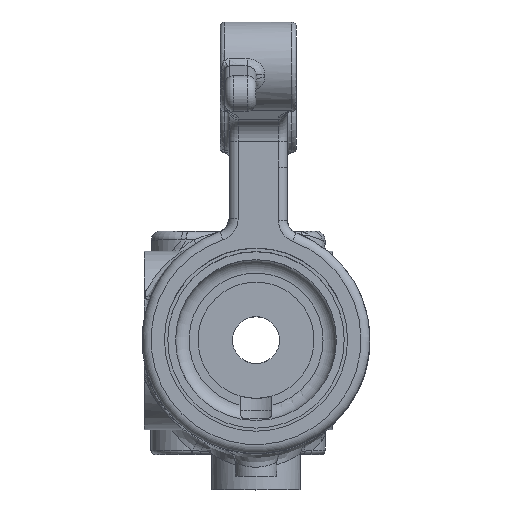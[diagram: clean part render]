
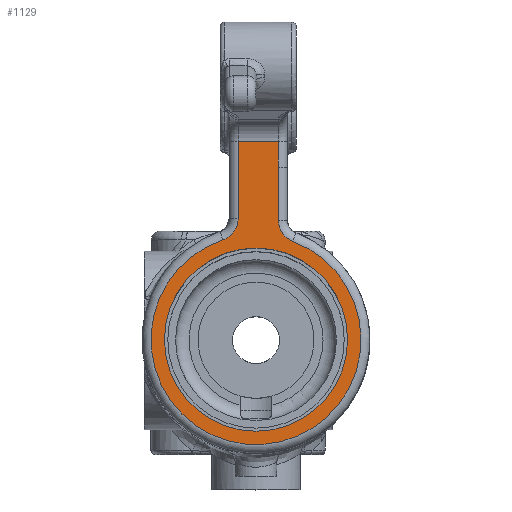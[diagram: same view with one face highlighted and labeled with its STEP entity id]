
A CAD part, top view. The second image highlights one B-rep face of the part: STEP entity #1129.
In plain terms, the highlighted planar face has unit normal (0, 0, 1).
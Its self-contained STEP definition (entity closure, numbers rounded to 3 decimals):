
#1129=ADVANCED_FACE('',(#2407,#2408),#2409,.T.);
#2407=FACE_OUTER_BOUND('',#17628,.T.);
#2408=FACE_BOUND('',#17629,.T.);
#2409=PLANE('',#17630);
#17628=EDGE_LOOP('',(#21534,#21535,#21536,#21537,#21538,#21539,#21540));
#17629=EDGE_LOOP('',(#21541));
#17630=AXIS2_PLACEMENT_3D('',#21542,#21543,#21544);
#21534=ORIENTED_EDGE('',*,*,#23325,.T.);
#21535=ORIENTED_EDGE('',*,*,#23327,.T.);
#21536=ORIENTED_EDGE('',*,*,#22984,.T.);
#21537=ORIENTED_EDGE('',*,*,#23308,.T.);
#21538=ORIENTED_EDGE('',*,*,#23311,.T.);
#21539=ORIENTED_EDGE('',*,*,#23315,.T.);
#21540=ORIENTED_EDGE('',*,*,#23320,.T.);
#21541=ORIENTED_EDGE('',*,*,#23714,.F.);
#21542=CARTESIAN_POINT('',(0.0,0.0,0.0));
#21543=DIRECTION('',(0.0,0.0,1.0));
#21544=DIRECTION('',(1.0,0.0,0.0));
#22984=EDGE_CURVE('',#24697,#24698,#24699,.T.);
#23308=EDGE_CURVE('',#24698,#25149,#25151,.F.);
#23311=EDGE_CURVE('',#25149,#25153,#25155,.F.);
#23315=EDGE_CURVE('',#25153,#25158,#25160,.T.);
#23320=EDGE_CURVE('',#25158,#25164,#25166,.F.);
#23325=EDGE_CURVE('',#25164,#25170,#25172,.T.);
#23327=EDGE_CURVE('',#25170,#24697,#25174,.F.);
#23714=EDGE_CURVE('',#25694,#25694,#25695,.T.);
#24697=VERTEX_POINT('',#28474);
#24698=VERTEX_POINT('',#28475);
#24699=B_SPLINE_CURVE_WITH_KNOTS('',1,(#28476,#28477),.UNSPECIFIED.,.F.,.F.,(2,2),(0.133,0.733),.UNSPECIFIED.);
#25149=VERTEX_POINT('',#29591);
#25151=LINE('',#29593,#29594);
#25153=VERTEX_POINT('',#29596);
#25155=CIRCLE('',#29598,5.0);
#25158=VERTEX_POINT('',#29601);
#25160=CIRCLE('',#29603,23.5);
#25164=VERTEX_POINT('',#29607);
#25166=CIRCLE('',#29609,5.0);
#25170=VERTEX_POINT('',#29613);
#25172=LINE('',#29615,#29616);
#25174=LINE('',#29618,#29619);
#25694=VERTEX_POINT('',#31061);
#25695=CIRCLE('',#31062,20.5);
#28474=CARTESIAN_POINT('',(5.,44.386,0.));
#28475=CARTESIAN_POINT('',(-4.,44.386,0.));
#28476=CARTESIAN_POINT('',(5.,44.386,0.0));
#28477=CARTESIAN_POINT('',(-4.,44.386,0.0));
#29591=CARTESIAN_POINT('',(-4.,27.042,0.0));
#29593=CARTESIAN_POINT('',(-4.,0.0,0.0));
#29594=VECTOR('',#32258,1.0);
#29596=CARTESIAN_POINT('',(-7.421,22.297,0.0));
#29598=AXIS2_PLACEMENT_3D('',#32262,#32263,#32264);
#29601=CARTESIAN_POINT('',(8.246,22.006,0.0));
#29603=AXIS2_PLACEMENT_3D('',#32271,#32272,#32273);
#29607=CARTESIAN_POINT('',(5.,26.688,0.0));
#29609=AXIS2_PLACEMENT_3D('',#32280,#32281,#32282);
#29613=CARTESIAN_POINT('',(5.,38.576,0.0));
#29615=CARTESIAN_POINT('',(5.,0.0,0.0));
#29616=VECTOR('',#32289,1.0);
#29618=CARTESIAN_POINT('',(5.,0.0,0.0));
#29619=VECTOR('',#32290,1.0);
#31061=CARTESIAN_POINT('',(20.5,0.0,0.0));
#31062=AXIS2_PLACEMENT_3D('',#32809,#32810,#32811);
#32258=DIRECTION('',(0.0,1.0,0.0));
#32262=CARTESIAN_POINT('',(-9.,27.042,0.0));
#32263=DIRECTION('',(0.0,0.0,1.0));
#32264=DIRECTION('',(1.0,0.0,0.0));
#32271=CARTESIAN_POINT('',(0.0,0.0,0.0));
#32272=DIRECTION('',(0.0,0.0,1.0));
#32273=DIRECTION('',(1.0,0.0,0.0));
#32280=CARTESIAN_POINT('',(10.,26.688,0.0));
#32281=DIRECTION('',(0.0,0.0,1.0));
#32282=DIRECTION('',(1.0,0.0,0.0));
#32289=DIRECTION('',(0.0,1.0,0.0));
#32290=DIRECTION('',(0.0,-1.0,0.0));
#32809=CARTESIAN_POINT('',(0.0,0.0,0.0));
#32810=DIRECTION('',(0.0,0.0,1.0));
#32811=DIRECTION('',(1.0,0.0,0.0));
